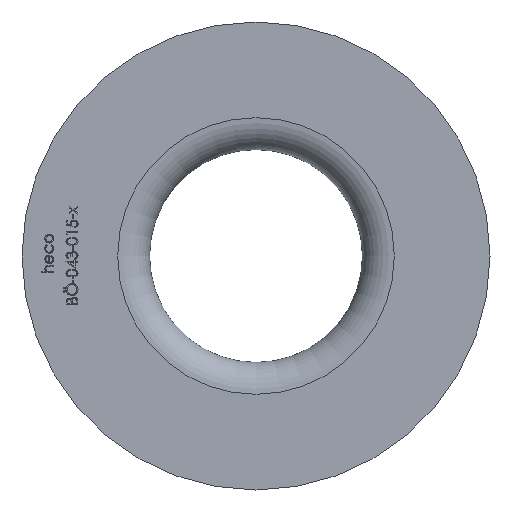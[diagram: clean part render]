
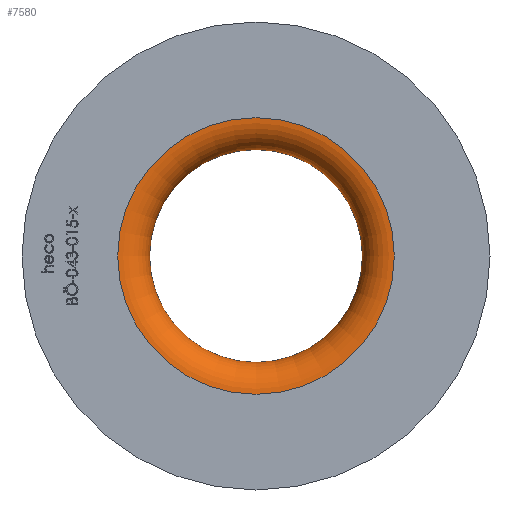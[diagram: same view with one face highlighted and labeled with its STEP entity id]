
A CAD part, left-side view. The second image highlights one B-rep face of the part: STEP entity #7580.
In plain terms, the highlighted toroidal (fillet/blend) face has major radius 26 mm and minor radius 6 mm.
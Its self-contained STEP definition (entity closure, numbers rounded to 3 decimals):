
#188 = EDGE_CURVE ( 'NONE', #5450, #5450, #12298, .T. ) ;
#599 = DIRECTION ( 'NONE',  ( 0., 0., 1. ) ) ;
#960 = CARTESIAN_POINT ( 'NONE',  ( 0., 0., 26. ) ) ;
#1090 = TOROIDAL_SURFACE ( 'NONE', #2783, 26., 6. ) ;
#1692 = CARTESIAN_POINT ( 'NONE',  ( 0., 0., 0. ) ) ;
#1792 = CARTESIAN_POINT ( 'NONE',  ( 6., 0., 0. ) ) ;
#2182 = CARTESIAN_POINT ( 'NONE',  ( 6., 0., 0. ) ) ;
#2447 = AXIS2_PLACEMENT_3D ( 'NONE', #1792, #7550, #599 ) ;
#2783 = AXIS2_PLACEMENT_3D ( 'NONE', #2182, #6816, #13649 ) ;
#3755 = AXIS2_PLACEMENT_3D ( 'NONE', #1692, #5421, #9981 ) ;
#5421 = DIRECTION ( 'NONE',  ( -1., 0., 0. ) ) ;
#5450 = VERTEX_POINT ( 'NONE', #8760 ) ;
#6816 = DIRECTION ( 'NONE',  ( -1., 0., 0. ) ) ;
#7550 = DIRECTION ( 'NONE',  ( -1., 0., 0. ) ) ;
#7580 = ADVANCED_FACE ( 'NONE', ( #10262, #12554 ), #1090, .T. ) ;
#8449 = EDGE_CURVE ( 'NONE', #13485, #13485, #11212, .T. ) ;
#8760 = CARTESIAN_POINT ( 'NONE',  ( 6., 0., 20. ) ) ;
#9981 = DIRECTION ( 'NONE',  ( 0., 0., 1. ) ) ;
#10249 = EDGE_LOOP ( 'NONE', ( #14229 ) ) ;
#10262 = FACE_OUTER_BOUND ( 'NONE', #10249, .T. ) ;
#11212 = CIRCLE ( 'NONE', #3755, 26. ) ;
#12298 = CIRCLE ( 'NONE', #2447, 20. ) ;
#12554 = FACE_OUTER_BOUND ( 'NONE', #13187, .T. ) ;
#13187 = EDGE_LOOP ( 'NONE', ( #14827 ) ) ;
#13485 = VERTEX_POINT ( 'NONE', #960 ) ;
#13649 = DIRECTION ( 'NONE',  ( 0., 0., 1. ) ) ;
#14229 = ORIENTED_EDGE ( 'NONE', *, *, #188, .F. ) ;
#14827 = ORIENTED_EDGE ( 'NONE', *, *, #8449, .T. ) ;
